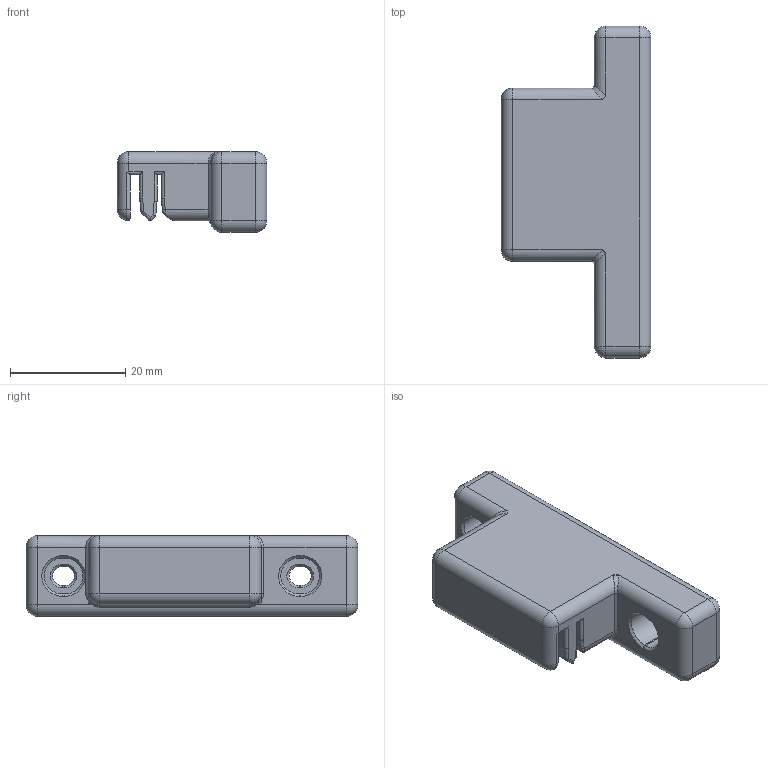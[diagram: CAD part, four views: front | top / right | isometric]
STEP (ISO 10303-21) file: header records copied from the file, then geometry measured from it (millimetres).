
FILE_DESCRIPTION(/* description */ (''),/* implementation_level */ '2;1');
FILE_NAME(/* name */ 'y-BeltHolder MK2-1x-2.0.step',/* time_stamp */ '2018-03-03T20:57:54+01:00',/* author */ ('wolfgang.schadow'),/* organization */ (''),/* preprocessor_version */ 'ST-DEVELOPER v16.13',/* originating_system */ 'Autodesk Translation Framework v6.5.0.72',/* authorisation */ '');
FILE_SCHEMA (('AUTOMOTIVE_DESIGN { 1 0 10303 214 3 1 1 }'));
Length unit declared in the file: millimetre
Products named in the file (1): y-BeltHolder MK2-1x-2.0
Bounding box: 25.92 x 57.5 x 14 mm (x, y, z)
Volume: 11907.2 mm3; surface area: 5236 mm2
Topology: 1 solids, 1 shells, 222 faces, 554 edges, 336 vertices
Faces by surface type: plane 95, cylinder 76, cone 26, sphere 15, bspline 8, torus 2
Entity records: 6876 total; most frequent: CARTESIAN_POINT 1561, ORIENTED_EDGE 1108, DIRECTION 1096, EDGE_CURVE 554, AXIS2_PLACEMENT_3D 373, LINE 350, VECTOR 350, VERTEX_POINT 336
